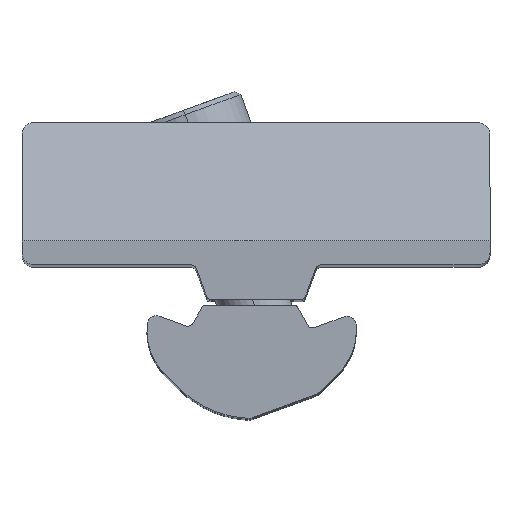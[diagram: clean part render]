
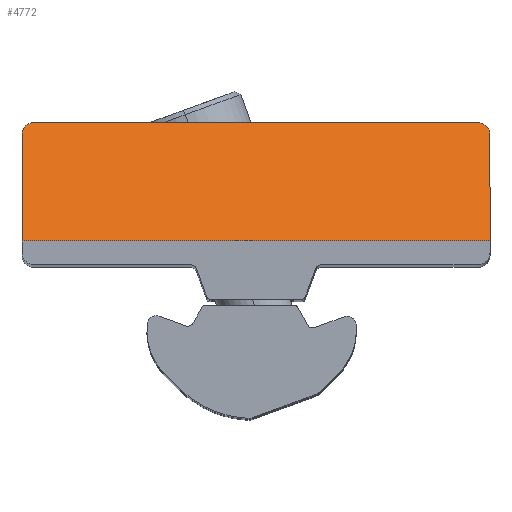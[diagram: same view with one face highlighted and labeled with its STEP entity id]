
A CAD part, top view. The second image highlights one B-rep face of the part: STEP entity #4772.
In plain terms, the highlighted planar face has unit normal (0, 0.707, 0.707).
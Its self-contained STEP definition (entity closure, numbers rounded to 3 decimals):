
#56 = CARTESIAN_POINT ( 'NONE',  ( -18.75, 0., -10. ) ) ;
#191 = VECTOR ( 'NONE', #6941, 1000. ) ;
#384 = VERTEX_POINT ( 'NONE', #3992 ) ;
#658 = ORIENTED_EDGE ( 'NONE', *, *, #4107, .F. ) ;
#849 = LINE ( 'NONE', #1743, #191 ) ;
#1026 = CARTESIAN_POINT ( 'NONE',  ( -18.75, 0., -10. ) ) ;
#1097 = CARTESIAN_POINT ( 'NONE',  ( 19.75, -1., -9. ) ) ;
#1109 = FACE_OUTER_BOUND ( 'NONE', #6992, .T. ) ;
#1272 = ORIENTED_EDGE ( 'NONE', *, *, #6224, .F. ) ;
#1347 = CARTESIAN_POINT ( 'NONE',  ( -18.75, 0., -10. ) ) ;
#1460 = DIRECTION ( 'NONE',  ( 0., 0.707, -0.707 ) ) ;
#1743 = CARTESIAN_POINT ( 'NONE',  ( 19.75, 58., -68. ) ) ;
#1983 = VERTEX_POINT ( 'NONE', #9075 ) ;
#2016 = ORIENTED_EDGE ( 'NONE', *, *, #5180, .F. ) ;
#2083 = CARTESIAN_POINT ( 'NONE',  ( -19.75, -1., -9. ) ) ;
#2112 = VERTEX_POINT ( 'NONE', #5186 ) ;
#3319 = DIRECTION ( 'NONE',  ( -1., 0., 0. ) ) ;
#3398 = VERTEX_POINT ( 'NONE', #1097 ) ;
#3701 = PLANE ( 'NONE',  #4675 ) ;
#3838 = CARTESIAN_POINT ( 'NONE',  ( -19.336, 0., -10. ) ) ;
#3958 = VERTEX_POINT ( 'NONE', #1026 ) ;
#3973 = CARTESIAN_POINT ( 'NONE',  ( 19.336, 0., -10. ) ) ;
#3992 = CARTESIAN_POINT ( 'NONE',  ( -19.75, -10., 0. ) ) ;
#4048 = VECTOR ( 'NONE', #5831, 1000. ) ;
#4107 = EDGE_CURVE ( 'NONE', #9631, #3958, #8394, .T. ) ;
#4675 = AXIS2_PLACEMENT_3D ( 'NONE', #7952, #8775, #8012 ) ;
#4772 = ADVANCED_FACE ( 'NONE', ( #1109 ), #3701, .F. ) ;
#4997 =( BOUNDED_CURVE ( )  B_SPLINE_CURVE ( 3, ( #8163, #3973, #7215, #8992 ),
 .UNSPECIFIED., .F., .T. ) 
 B_SPLINE_CURVE_WITH_KNOTS ( ( 4, 4 ),
 ( 3.142, 4.712 ),
 .UNSPECIFIED. ) 
 CURVE ( )  GEOMETRIC_REPRESENTATION_ITEM ( )  RATIONAL_B_SPLINE_CURVE ( ( 1., 0.805, 0.805, 1. ) ) 
 REPRESENTATION_ITEM ( '' )  );
#5180 = EDGE_CURVE ( 'NONE', #2112, #3398, #4997, .T. ) ;
#5186 = CARTESIAN_POINT ( 'NONE',  ( 18.75, 0., -10. ) ) ;
#5439 = ORIENTED_EDGE ( 'NONE', *, *, #8693, .F. ) ;
#5672 = CARTESIAN_POINT ( 'NONE',  ( -19.75, 58., -68. ) ) ;
#5813 = EDGE_CURVE ( 'NONE', #3958, #2112, #7466, .T. ) ;
#5831 = DIRECTION ( 'NONE',  ( 1., 0., 0. ) ) ;
#6224 = EDGE_CURVE ( 'NONE', #384, #9631, #8981, .T. ) ;
#6515 = ORIENTED_EDGE ( 'NONE', *, *, #5813, .F. ) ;
#6941 = DIRECTION ( 'NONE',  ( 0., -0.707, 0.707 ) ) ;
#6992 = EDGE_LOOP ( 'NONE', ( #2016, #6515, #658, #1272, #7532, #5439 ) ) ;
#7215 = CARTESIAN_POINT ( 'NONE',  ( 19.75, -0.414, -9.586 ) ) ;
#7466 = LINE ( 'NONE', #56, #4048 ) ;
#7498 = LINE ( 'NONE', #10847, #10118 ) ;
#7532 = ORIENTED_EDGE ( 'NONE', *, *, #8509, .F. ) ;
#7952 = CARTESIAN_POINT ( 'NONE',  ( 18.75, -10., 0. ) ) ;
#8012 = DIRECTION ( 'NONE',  ( -1., 0., 0. ) ) ;
#8163 = CARTESIAN_POINT ( 'NONE',  ( 18.75, 0., -10. ) ) ;
#8394 =( BOUNDED_CURVE ( )  B_SPLINE_CURVE ( 3, ( #2083, #8792, #3838, #1347 ),
 .UNSPECIFIED., .F., .F. ) 
 B_SPLINE_CURVE_WITH_KNOTS ( ( 4, 4 ),
 ( 1.571, 3.142 ),
 .UNSPECIFIED. ) 
 CURVE ( )  GEOMETRIC_REPRESENTATION_ITEM ( )  RATIONAL_B_SPLINE_CURVE ( ( 1., 0.805, 0.805, 1. ) ) 
 REPRESENTATION_ITEM ( '' )  );
#8509 = EDGE_CURVE ( 'NONE', #1983, #384, #7498, .T. ) ;
#8693 = EDGE_CURVE ( 'NONE', #3398, #1983, #849, .T. ) ;
#8775 = DIRECTION ( 'NONE',  ( 0., -0.707, -0.707 ) ) ;
#8792 = CARTESIAN_POINT ( 'NONE',  ( -19.75, -0.414, -9.586 ) ) ;
#8981 = LINE ( 'NONE', #5672, #10403 ) ;
#8992 = CARTESIAN_POINT ( 'NONE',  ( 19.75, -1., -9. ) ) ;
#9075 = CARTESIAN_POINT ( 'NONE',  ( 19.75, -10., 0. ) ) ;
#9631 = VERTEX_POINT ( 'NONE', #10130 ) ;
#10118 = VECTOR ( 'NONE', #3319, 1000. ) ;
#10130 = CARTESIAN_POINT ( 'NONE',  ( -19.75, -1., -9. ) ) ;
#10403 = VECTOR ( 'NONE', #1460, 1000. ) ;
#10847 = CARTESIAN_POINT ( 'NONE',  ( 18.75, -10., 0. ) ) ;
